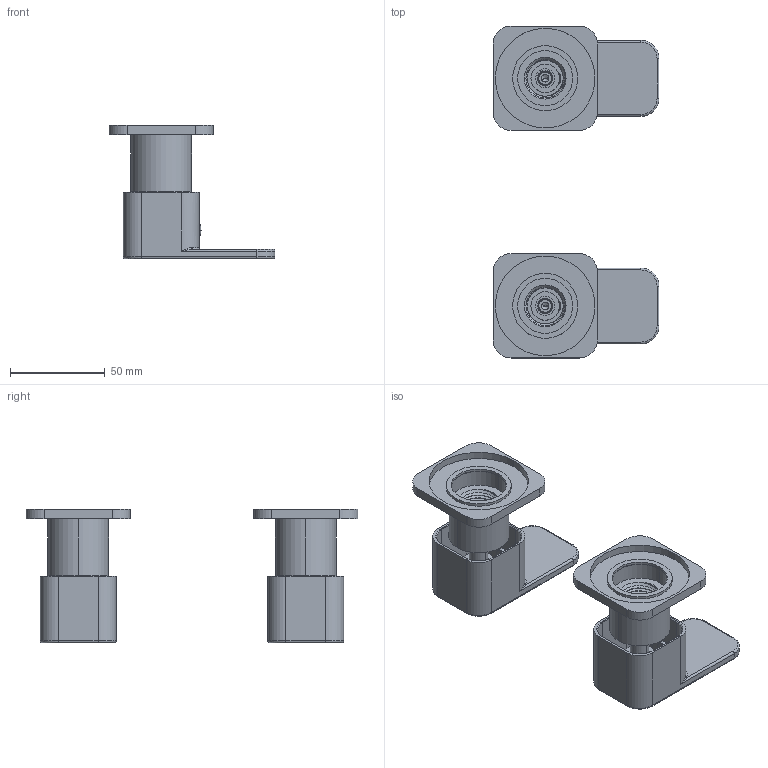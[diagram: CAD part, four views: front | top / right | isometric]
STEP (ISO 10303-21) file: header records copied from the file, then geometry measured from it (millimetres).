
FILE_DESCRIPTION((''),'2;1');
FILE_NAME('1E7021CP_ASM_ASM','2023-06-28T',('Administrator'),(''),'PRO/ENGINEER BY PARAMETRIC TECHNOLOGY CORPORATION, 2010280','PRO/ENGINEER BY PARAMETRIC TECHNOLOGY CORPORATION, 2010280','');
FILE_SCHEMA(('CONFIG_CONTROL_DESIGN'));
Length unit declared in the file: millimetre
Products named in the file (16): 3FX1014-01NT_AF0_ASM_2_ASM; 2E7021-34CP_AF1_16; 2E7021-31CP_AF1_19; 2E7021-32CP_AF1_17; 2E7021-21CP_AF1_16; 3LS1001NT_2; 3ZS1006NT_2; 1E7021CP-H_ASM_39_ASM; 3FX1014-01NT_ASM_2_ASM; 2E7021-34CP_16; 2E7021-31CP_19; 2E7021-32CP_17; 2E7021-21CP-C_3; 1E7021CP-C_ASM_2_ASM; 1E7021CP_ASM_1_ASM; 1E7021CP_ASM_ASM
Assembly tree (17 placements, depth 4):
  1E7021CP_ASM_ASM
    1E7021CP_ASM_1_ASM
      1E7021CP-H_ASM_39_ASM
        3FX1014-01NT_AF0_ASM_2_ASM
        2E7021-34CP_AF1_16
        2E7021-31CP_AF1_19
        2E7021-32CP_AF1_17
        2E7021-21CP_AF1_16
        3LS1001NT_2
        3ZS1006NT_2
      1E7021CP-C_ASM_2_ASM
        3FX1014-01NT_ASM_2_ASM
        2E7021-34CP_16
        2E7021-31CP_19
        2E7021-32CP_17
        2E7021-21CP-C_3
        3LS1001NT_2
        3ZS1006NT_2
Bounding box: 87.5 x 175 x 70.5 mm (x, y, z)
Volume: 69659.7 mm3; surface area: 66458.6 mm2
Topology: 12 solids, 12 shells, 958 faces, 2484 edges, 1568 vertices
Faces by surface type: plane 562, cylinder 186, cone 120, bspline 62, torus 24, sphere 4
Entity records: 35740 total; most frequent: CARTESIAN_POINT 13921, ORIENTED_EDGE 4708, DIRECTION 4183, EDGE_CURVE 2354, VERTEX_POINT 1484, AXIS2_PLACEMENT_3D 1479, VECTOR 1225, LINE 1225
